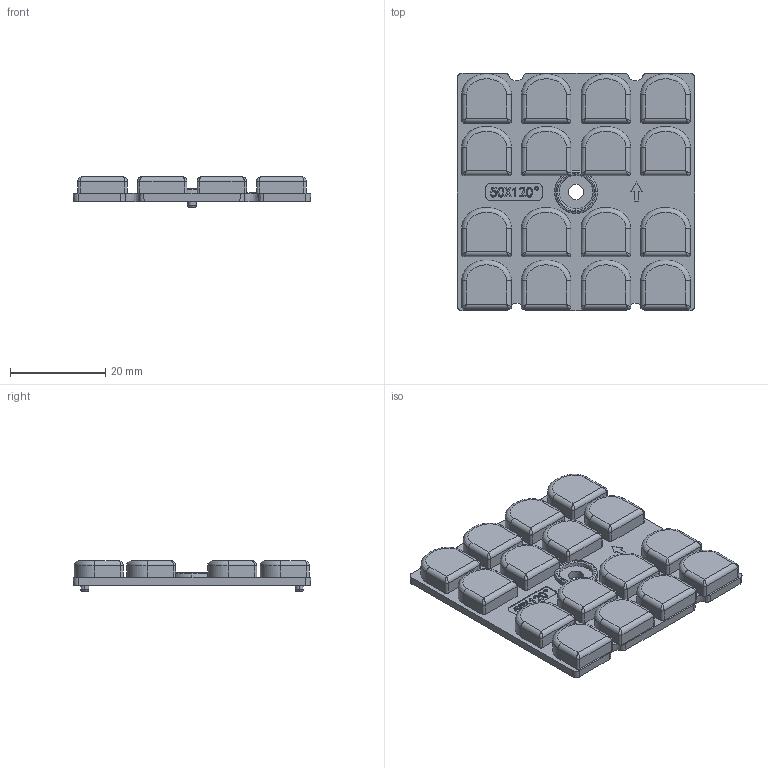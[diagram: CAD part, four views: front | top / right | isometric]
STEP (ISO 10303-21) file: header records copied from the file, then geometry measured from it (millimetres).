
FILE_DESCRIPTION (( 'STEP AP203' ), '1' );
FILE_NAME ('L207-1610_LD5050-16C1-T50X120-KH.stp', '2022-09-24T08:12:46', ( 'Windows 蚚誧' ), ( '' ), 'SwSTEP 2.0', 'SolidWorks 2019', '' );
FILE_SCHEMA (( 'CONFIG_CONTROL_DESIGN' ));
Length unit declared in the file: millimetre
Products named in the file (1): L207-1610_LD5050-16C1-T50X120-KH
Bounding box: 49.8 x 49.8 x 6.4 mm (x, y, z)
Volume: 8888.4 mm3; surface area: 7416.2 mm2
Topology: 1 solids, 1 shells, 484 faces, 1216 edges, 742 vertices
Faces by surface type: plane 213, bspline 135, cylinder 120, cone 16
Entity records: 23320 total; most frequent: CARTESIAN_POINT 13447, ORIENTED_EDGE 2366, DIRECTION 1485, EDGE_CURVE 1183, VERTEX_POINT 742, VECTOR 677, LINE 677, EDGE_LOOP 527
